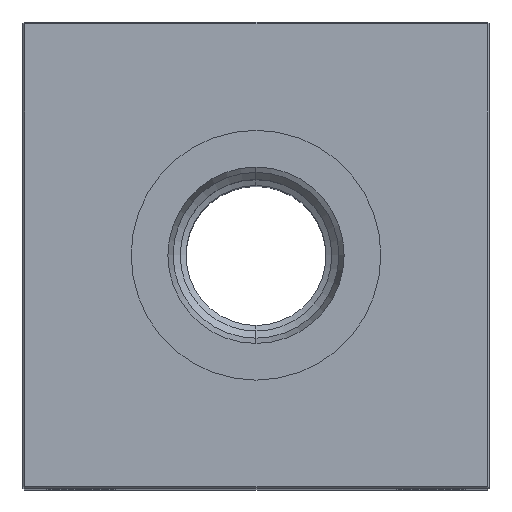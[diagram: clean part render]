
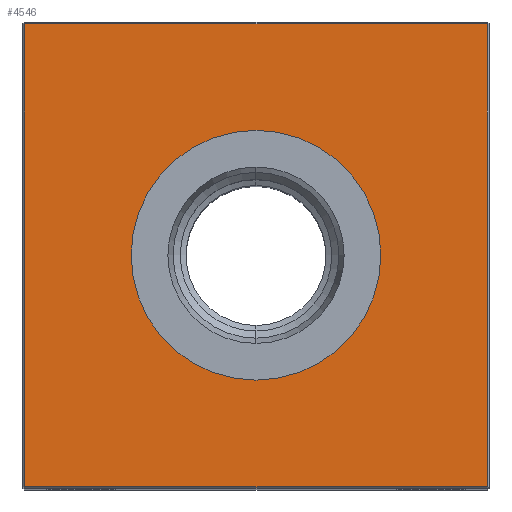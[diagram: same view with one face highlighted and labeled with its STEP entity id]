
A CAD part, top view. The second image highlights one B-rep face of the part: STEP entity #4546.
In plain terms, the highlighted planar face has unit normal (0, 0, 1).
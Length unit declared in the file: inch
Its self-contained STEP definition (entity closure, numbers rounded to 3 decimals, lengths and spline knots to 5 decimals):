
#810 = EDGE_CURVE ( 'NONE', #15275, #15743, #16969, .T. ) ;
#2073 = VECTOR ( 'NONE', #7537, 39.37008 ) ;
#3198 = CARTESIAN_POINT ( 'NONE',  ( 0., 0.66929, 4.75 ) ) ;
#3567 = EDGE_CURVE ( 'NONE', #14418, #10176, #21581, .T. ) ;
#3932 = VECTOR ( 'NONE', #14674, 39.37008 ) ;
#4546 = ADVANCED_FACE ( 'NONE', ( #5255, #8929 ), #20805, .F. ) ;
#4691 = LINE ( 'NONE', #20003, #3932 ) ;
#5074 = EDGE_LOOP ( 'NONE', ( #13607, #16571, #13816, #18220 ) ) ;
#5134 = DIRECTION ( 'NONE',  ( -1., 0., 0. ) ) ;
#5255 = FACE_OUTER_BOUND ( 'NONE', #5074, .T. ) ;
#5371 = CARTESIAN_POINT ( 'NONE',  ( -1.24, -1.24, 4.75 ) ) ;
#5913 = CIRCLE ( 'NONE', #24475, 0.66929 ) ;
#6376 = EDGE_CURVE ( 'NONE', #15743, #17749, #22389, .T. ) ;
#7097 = ORIENTED_EDGE ( 'NONE', *, *, #11408, .T. ) ;
#7537 = DIRECTION ( 'NONE',  ( 1., 0., 0. ) ) ;
#7594 = VECTOR ( 'NONE', #20402, 39.37008 ) ;
#7781 = LINE ( 'NONE', #15358, #2073 ) ;
#7964 = VERTEX_POINT ( 'NONE', #24609 ) ;
#8929 = FACE_BOUND ( 'NONE', #15145, .T. ) ;
#9250 = DIRECTION ( 'NONE',  ( 0., -1., 0. ) ) ;
#9565 = DIRECTION ( 'NONE',  ( -1., 0., 0. ) ) ;
#10176 = VERTEX_POINT ( 'NONE', #3198 ) ;
#10691 = AXIS2_PLACEMENT_3D ( 'NONE', #24996, #15138, #13360 ) ;
#11408 = EDGE_CURVE ( 'NONE', #10176, #14418, #5913, .T. ) ;
#11456 = VECTOR ( 'NONE', #9250, 39.37008 ) ;
#11498 = AXIS2_PLACEMENT_3D ( 'NONE', #16635, #14493, #5134 ) ;
#11761 = CARTESIAN_POINT ( 'NONE',  ( 0., -0.66929, 4.75 ) ) ;
#12858 = CARTESIAN_POINT ( 'NONE',  ( -1.24, 1.24, 4.75 ) ) ;
#13360 = DIRECTION ( 'NONE',  ( -1., 0., 0. ) ) ;
#13436 = EDGE_CURVE ( 'NONE', #7964, #15275, #4691, .T. ) ;
#13607 = ORIENTED_EDGE ( 'NONE', *, *, #6376, .T. ) ;
#13711 = DIRECTION ( 'NONE',  ( 0., 0., -1. ) ) ;
#13816 = ORIENTED_EDGE ( 'NONE', *, *, #13436, .T. ) ;
#14418 = VERTEX_POINT ( 'NONE', #11761 ) ;
#14493 = DIRECTION ( 'NONE',  ( 0., 0., -1. ) ) ;
#14674 = DIRECTION ( 'NONE',  ( 0., 1., 0. ) ) ;
#15138 = DIRECTION ( 'NONE',  ( 0., 0., -1. ) ) ;
#15145 = EDGE_LOOP ( 'NONE', ( #7097, #17059 ) ) ;
#15275 = VERTEX_POINT ( 'NONE', #19854 ) ;
#15358 = CARTESIAN_POINT ( 'NONE',  ( 0., -1.24, 4.75 ) ) ;
#15743 = VERTEX_POINT ( 'NONE', #12858 ) ;
#16571 = ORIENTED_EDGE ( 'NONE', *, *, #24702, .T. ) ;
#16635 = CARTESIAN_POINT ( 'NONE',  ( 0., 0., 4.75 ) ) ;
#16969 = LINE ( 'NONE', #24680, #7594 ) ;
#17059 = ORIENTED_EDGE ( 'NONE', *, *, #3567, .T. ) ;
#17749 = VERTEX_POINT ( 'NONE', #5371 ) ;
#18220 = ORIENTED_EDGE ( 'NONE', *, *, #810, .T. ) ;
#19298 = CARTESIAN_POINT ( 'NONE',  ( 0., 0., 4.75 ) ) ;
#19854 = CARTESIAN_POINT ( 'NONE',  ( 1.24, 1.24, 4.75 ) ) ;
#20003 = CARTESIAN_POINT ( 'NONE',  ( 1.24, 0., 4.75 ) ) ;
#20402 = DIRECTION ( 'NONE',  ( -1., 0., 0. ) ) ;
#20515 = CARTESIAN_POINT ( 'NONE',  ( -1.24, 0., 4.75 ) ) ;
#20805 = PLANE ( 'NONE',  #11498 ) ;
#21581 = CIRCLE ( 'NONE', #10691, 0.66929 ) ;
#22389 = LINE ( 'NONE', #20515, #11456 ) ;
#24475 = AXIS2_PLACEMENT_3D ( 'NONE', #19298, #13711, #9565 ) ;
#24609 = CARTESIAN_POINT ( 'NONE',  ( 1.24, -1.24, 4.75 ) ) ;
#24680 = CARTESIAN_POINT ( 'NONE',  ( 0., 1.24, 4.75 ) ) ;
#24702 = EDGE_CURVE ( 'NONE', #17749, #7964, #7781, .T. ) ;
#24996 = CARTESIAN_POINT ( 'NONE',  ( 0., 0., 4.75 ) ) ;
